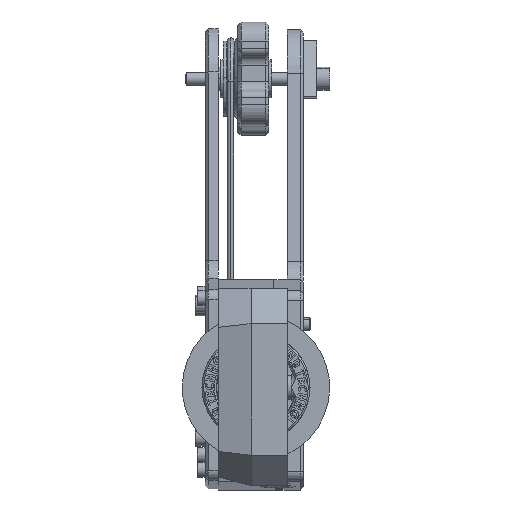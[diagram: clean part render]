
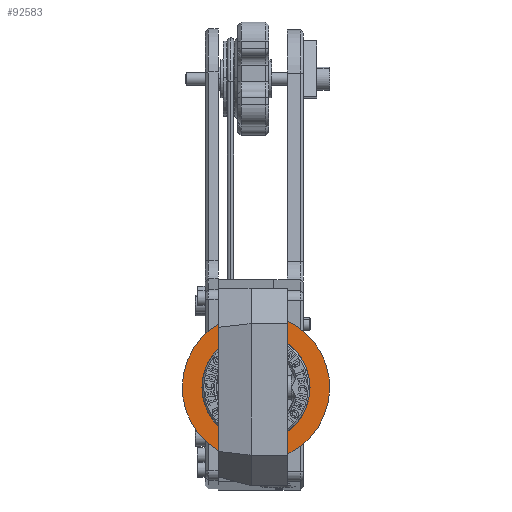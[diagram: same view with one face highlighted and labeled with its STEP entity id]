
A CAD part, left-side view. The second image highlights one B-rep face of the part: STEP entity #92583.
In plain terms, the highlighted face is planar.
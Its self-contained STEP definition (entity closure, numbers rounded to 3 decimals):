
#92494=CARTESIAN_POINT('',(0.,-1.5,0.));
#92495=DIRECTION('',(0.,1.,0.));
#92496=DIRECTION('',(1.,0.,0.));
#92497=AXIS2_PLACEMENT_3D('',#92494,#92495,#92496);
#92499=CARTESIAN_POINT('',(0.,-1.5,0.));
#92500=DIRECTION('',(0.,1.,0.));
#92501=DIRECTION('',(-1.,0.,0.));
#92502=AXIS2_PLACEMENT_3D('',#92499,#92500,#92501);
#92504=CARTESIAN_POINT('',(0.,-1.5,0.));
#92505=DIRECTION('',(0.,-1.,0.));
#92506=DIRECTION('',(1.,0.,0.));
#92507=AXIS2_PLACEMENT_3D('',#92504,#92505,#92506);
#92509=CARTESIAN_POINT('',(0.,-1.5,0.));
#92510=DIRECTION('',(0.,-1.,0.));
#92511=DIRECTION('',(-1.,0.,0.));
#92512=AXIS2_PLACEMENT_3D('',#92509,#92510,#92511);
#92550=CARTESIAN_POINT('',(-22.5,-1.5,0.));
#92551=CARTESIAN_POINT('',(22.5,-1.5,0.));
#92552=VERTEX_POINT('',#92550);
#92553=VERTEX_POINT('',#92551);
#92558=CARTESIAN_POINT('',(13.,-1.5,0.));
#92560=VERTEX_POINT('',#92558);
#92562=CARTESIAN_POINT('',(-13.,-1.5,0.));
#92563=VERTEX_POINT('',#92562);
#92566=CARTESIAN_POINT('',(0.,-1.5,0.));
#92567=DIRECTION('',(0.,1.,0.));
#92568=DIRECTION('',(1.,0.,0.));
#92569=AXIS2_PLACEMENT_3D('',#92566,#92567,#92568);
#92570=PLANE('',#92569);
#92572=ORIENTED_EDGE('',*,*,#92571,.F.);
#92574=ORIENTED_EDGE('',*,*,#92573,.F.);
#92575=EDGE_LOOP('',(#92572,#92574));
#92576=FACE_OUTER_BOUND('',#92575,.F.);
#92578=ORIENTED_EDGE('',*,*,#92577,.F.);
#92580=ORIENTED_EDGE('',*,*,#92579,.F.);
#92581=EDGE_LOOP('',(#92578,#92580));
#92582=FACE_BOUND('',#92581,.F.);
#92498=CIRCLE('',#92497,22.5);
#92503=CIRCLE('',#92502,22.5);
#92508=CIRCLE('',#92507,13.);
#92513=CIRCLE('',#92512,13.);
#92571=EDGE_CURVE('',#92553,#92552,#92498,.T.);
#92573=EDGE_CURVE('',#92552,#92553,#92503,.T.);
#92577=EDGE_CURVE('',#92560,#92563,#92508,.T.);
#92579=EDGE_CURVE('',#92563,#92560,#92513,.T.);
#92583=ADVANCED_FACE('',(#92576,#92582),#92570,.T.);
